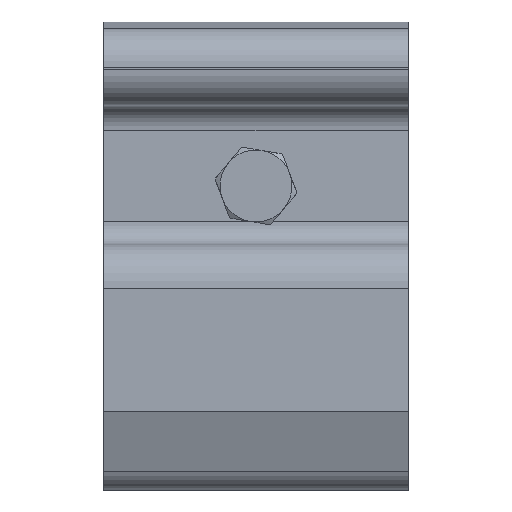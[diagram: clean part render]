
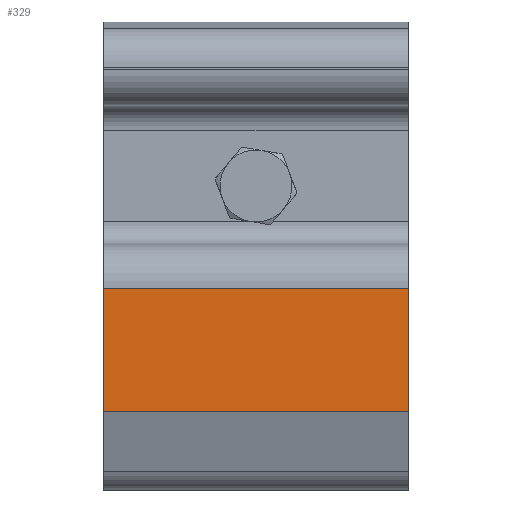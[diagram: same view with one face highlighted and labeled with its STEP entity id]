
A CAD part, left-side view. The second image highlights one B-rep face of the part: STEP entity #329.
In plain terms, the highlighted planar face has unit normal (-1, 0, 0).
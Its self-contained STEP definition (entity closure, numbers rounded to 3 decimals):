
#329=ADVANCED_FACE('NONE',(#607),#608,.T.);
#607=FACE_OUTER_BOUND('',#866,.T.);
#608=PLANE('',#867);
#866=EDGE_LOOP('',(#1395,#1396,#1397,#1398));
#867=AXIS2_PLACEMENT_3D('',#1399,#1400,#1401);
#1395=ORIENTED_EDGE('',*,*,#1672,.F.);
#1396=ORIENTED_EDGE('',*,*,#1730,.F.);
#1397=ORIENTED_EDGE('',*,*,#1697,.T.);
#1398=ORIENTED_EDGE('',*,*,#1757,.T.);
#1399=CARTESIAN_POINT('',(-16.,10.99,55.));
#1400=DIRECTION('',(-1.,0.,0.));
#1401=DIRECTION('',(0.,0.,1.));
#1672=EDGE_CURVE('NONE',#1985,#1987,#1988,.T.);
#1697=EDGE_CURVE('NONE',#2026,#2024,#2027,.T.);
#1730=EDGE_CURVE('NONE',#2026,#1985,#2073,.T.);
#1757=EDGE_CURVE('NONE',#2024,#1987,#2104,.T.);
#1985=VERTEX_POINT('NONE',#2504);
#1987=VERTEX_POINT('NONE',#2507);
#1988=LINE('',#2508,#2509);
#2024=VERTEX_POINT('NONE',#2556);
#2026=VERTEX_POINT('NONE',#2558);
#2027=LINE('',#2559,#2560);
#2073=LINE('',#2650,#2651);
#2104=LINE('',#2691,#2692);
#2504=CARTESIAN_POINT('',(-16.,10.285,0.));
#2507=CARTESIAN_POINT('',(-16.,32.5,0.));
#2508=CARTESIAN_POINT('',(-16.,10.99,0.));
#2509=VECTOR('',#2861,1.);
#2556=CARTESIAN_POINT('',(-16.,32.5,55.));
#2558=CARTESIAN_POINT('',(-16.,10.285,55.));
#2559=CARTESIAN_POINT('',(-16.,10.99,55.));
#2560=VECTOR('',#2903,1.);
#2650=CARTESIAN_POINT('',(-16.,10.285,55.));
#2651=VECTOR('',#2939,1.);
#2691=CARTESIAN_POINT('',(-16.,32.5,55.));
#2692=VECTOR('',#2958,1.);
#2861=DIRECTION('',(0.,1.,0.));
#2903=DIRECTION('',(0.,1.,0.));
#2939=DIRECTION('',(0.,0.,-1.));
#2958=DIRECTION('',(0.,0.,-1.));
